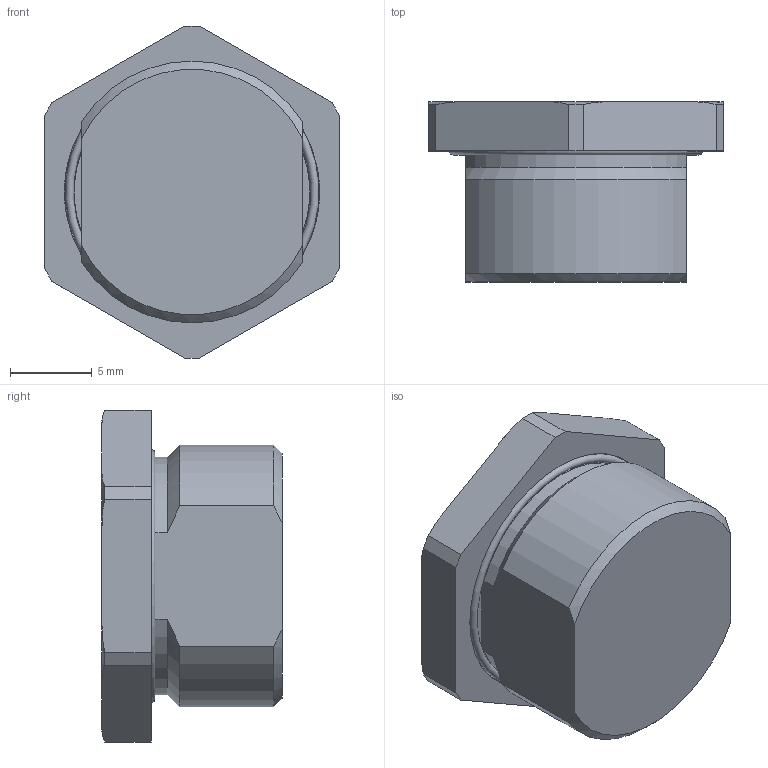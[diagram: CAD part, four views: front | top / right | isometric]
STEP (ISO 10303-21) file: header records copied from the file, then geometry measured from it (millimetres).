
FILE_DESCRIPTION(/* description */ ('Alibre Inc.'),/* implementation_level */ '2;1');
FILE_NAME(/* name */ 'export-A5559B55-ADA0-4777-AE4D-D2FE9E5C5FB4',/* time_stamp */ '2021-02-08T15:29:32+01:00',/* author */ (''),/* organization */ (''),/* preprocessor_version */ 'ST-DEVELOPER v17',/* originating_system */ 'Alibre',/* authorisation */ '');
FILE_SCHEMA (('AUTOMOTIVE_DESIGN'));
Length unit declared in the file: millimetre
Bounding box: 18 x 11 x 20.28 mm (x, y, z)
Volume: 2295 mm3; surface area: 1270.7 mm2
Topology: 2 solids, 18 shells, 353 faces, 953 edges, 635 vertices
Faces by surface type: bspline 179, plane 158, torus 8, cylinder 4, cone 4
Entity records: 11288 total; most frequent: CARTESIAN_POINT 3882, ORIENTED_EDGE 1898, EDGE_CURVE 949, DIRECTION 747, VERTEX_POINT 634, VECTOR 542, LINE 542, B_SPLINE_CURVE_WITH_KNOTS 380
